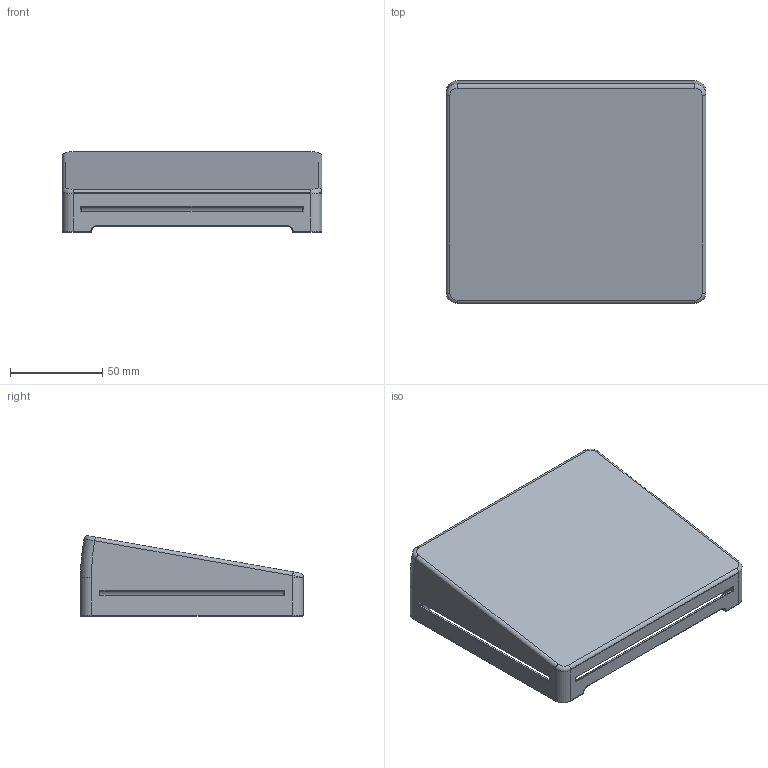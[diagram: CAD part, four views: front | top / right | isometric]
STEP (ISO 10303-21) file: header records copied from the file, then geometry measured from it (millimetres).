
FILE_DESCRIPTION (( 'STEP AP214' ), '1' );
FILE_NAME ('HalterHackPadMarlon.STEP', '2024-09-27T14:26:27', ( '' ), ( '' ), 'SwSTEP 2.0', 'SolidWorks 2024', '' );
FILE_SCHEMA (( 'AUTOMOTIVE_DESIGN' ));
Length unit declared in the file: millimetre
Products named in the file (1): HalterHackPadMarlon
Bounding box: 140.8 x 120.83 x 43.63 mm (x, y, z)
Volume: 74106.5 mm3; surface area: 68192.7 mm2
Topology: 1 solids, 1 shells, 268 faces, 675 edges, 399 vertices
Faces by surface type: cylinder 128, torus 68, plane 50, cone 8, sphere 8, bspline 6
Entity records: 8243 total; most frequent: CARTESIAN_POINT 1663, DIRECTION 1520, ORIENTED_EDGE 1330, EDGE_CURVE 665, AXIS2_PLACEMENT_3D 620, VERTEX_POINT 399, CIRCLE 357, VECTOR 280
